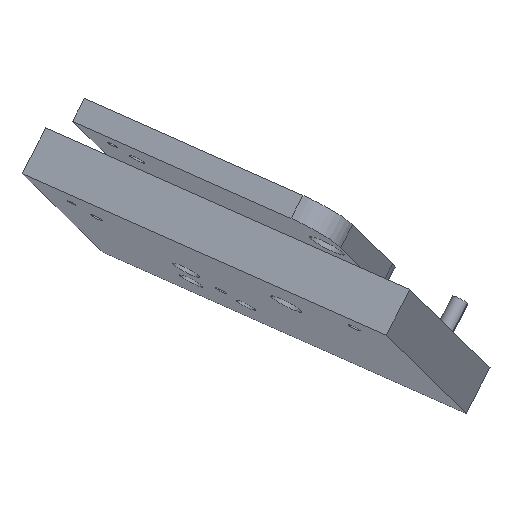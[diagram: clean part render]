
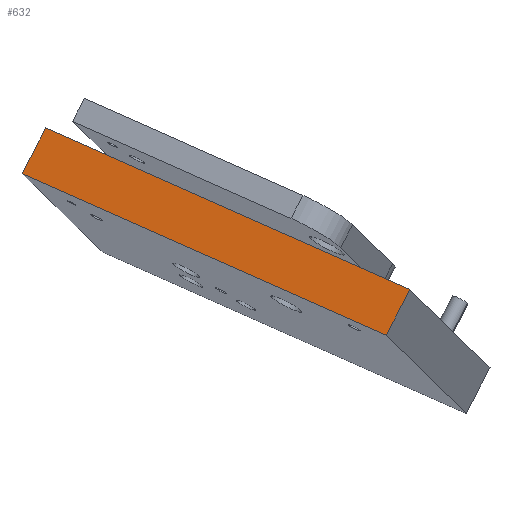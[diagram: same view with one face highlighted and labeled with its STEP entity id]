
A CAD part, top view. The second image highlights one B-rep face of the part: STEP entity #632.
In plain terms, the highlighted face is planar.
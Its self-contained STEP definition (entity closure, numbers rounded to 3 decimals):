
#36 = EDGE_CURVE('',#37,#39,#41,.T.);
#37 = VERTEX_POINT('',#38);
#38 = CARTESIAN_POINT('',(0.,0.,0.));
#39 = VERTEX_POINT('',#40);
#40 = CARTESIAN_POINT('',(100.,0.,0.));
#41 = SURFACE_CURVE('',#42,(#46,#58),.PCURVE_S1.);
#42 = LINE('',#43,#44);
#43 = CARTESIAN_POINT('',(0.,0.,0.));
#44 = VECTOR('',#45,1.);
#45 = DIRECTION('',(1.,0.,0.));
#46 = PCURVE('',#47,#52);
#47 = PLANE('',#48);
#48 = AXIS2_PLACEMENT_3D('',#49,#50,#51);
#49 = CARTESIAN_POINT('',(0.,0.,0.));
#50 = DIRECTION('',(0.,1.,0.));
#51 = DIRECTION('',(1.,0.,0.));
#52 = DEFINITIONAL_REPRESENTATION('',(#53),#57);
#53 = LINE('',#54,#55);
#54 = CARTESIAN_POINT('',(0.,0.));
#55 = VECTOR('',#56,1.);
#56 = DIRECTION('',(1.,0.));
#57 = ( GEOMETRIC_REPRESENTATION_CONTEXT(2) 
PARAMETRIC_REPRESENTATION_CONTEXT() REPRESENTATION_CONTEXT('2D SPACE',''
  ) );
#58 = PCURVE('',#59,#64);
#59 = PLANE('',#60);
#60 = AXIS2_PLACEMENT_3D('',#61,#62,#63);
#61 = CARTESIAN_POINT('',(0.,0.,0.));
#62 = DIRECTION('',(0.,0.,1.));
#63 = DIRECTION('',(1.,0.,-0.));
#64 = DEFINITIONAL_REPRESENTATION('',(#65),#69);
#65 = LINE('',#66,#67);
#66 = CARTESIAN_POINT('',(0.,0.));
#67 = VECTOR('',#68,1.);
#68 = DIRECTION('',(1.,0.));
#69 = ( GEOMETRIC_REPRESENTATION_CONTEXT(2) 
PARAMETRIC_REPRESENTATION_CONTEXT() REPRESENTATION_CONTEXT('2D SPACE',''
  ) );
#87 = PLANE('',#88);
#88 = AXIS2_PLACEMENT_3D('',#89,#90,#91);
#89 = CARTESIAN_POINT('',(100.,0.,0.));
#90 = DIRECTION('',(1.,0.,0.));
#91 = DIRECTION('',(0.,0.,-1.));
#141 = PLANE('',#142);
#142 = AXIS2_PLACEMENT_3D('',#143,#144,#145);
#143 = CARTESIAN_POINT('',(0.,0.,-60.));
#144 = DIRECTION('',(-1.,0.,0.));
#145 = DIRECTION('',(0.,0.,1.));
#632 = ADVANCED_FACE('',(#633),#59,.T.);
#633 = FACE_BOUND('',#634,.F.);
#634 = EDGE_LOOP('',(#635,#636,#659,#687));
#635 = ORIENTED_EDGE('',*,*,#36,.F.);
#636 = ORIENTED_EDGE('',*,*,#637,.T.);
#637 = EDGE_CURVE('',#37,#638,#640,.T.);
#638 = VERTEX_POINT('',#639);
#639 = CARTESIAN_POINT('',(0.,12.,0.));
#640 = SURFACE_CURVE('',#641,(#645,#652),.PCURVE_S1.);
#641 = LINE('',#642,#643);
#642 = CARTESIAN_POINT('',(0.,0.,0.));
#643 = VECTOR('',#644,1.);
#644 = DIRECTION('',(0.,1.,0.));
#645 = PCURVE('',#59,#646);
#646 = DEFINITIONAL_REPRESENTATION('',(#647),#651);
#647 = LINE('',#648,#649);
#648 = CARTESIAN_POINT('',(0.,0.));
#649 = VECTOR('',#650,1.);
#650 = DIRECTION('',(0.,1.));
#651 = ( GEOMETRIC_REPRESENTATION_CONTEXT(2) 
PARAMETRIC_REPRESENTATION_CONTEXT() REPRESENTATION_CONTEXT('2D SPACE',''
  ) );
#652 = PCURVE('',#141,#653);
#653 = DEFINITIONAL_REPRESENTATION('',(#654),#658);
#654 = LINE('',#655,#656);
#655 = CARTESIAN_POINT('',(60.,0.));
#656 = VECTOR('',#657,1.);
#657 = DIRECTION('',(0.,1.));
#658 = ( GEOMETRIC_REPRESENTATION_CONTEXT(2) 
PARAMETRIC_REPRESENTATION_CONTEXT() REPRESENTATION_CONTEXT('2D SPACE',''
  ) );
#659 = ORIENTED_EDGE('',*,*,#660,.T.);
#660 = EDGE_CURVE('',#638,#661,#663,.T.);
#661 = VERTEX_POINT('',#662);
#662 = CARTESIAN_POINT('',(100.,12.,0.));
#663 = SURFACE_CURVE('',#664,(#668,#675),.PCURVE_S1.);
#664 = LINE('',#665,#666);
#665 = CARTESIAN_POINT('',(0.,12.,0.));
#666 = VECTOR('',#667,1.);
#667 = DIRECTION('',(1.,0.,0.));
#668 = PCURVE('',#59,#669);
#669 = DEFINITIONAL_REPRESENTATION('',(#670),#674);
#670 = LINE('',#671,#672);
#671 = CARTESIAN_POINT('',(0.,12.));
#672 = VECTOR('',#673,1.);
#673 = DIRECTION('',(1.,0.));
#674 = ( GEOMETRIC_REPRESENTATION_CONTEXT(2) 
PARAMETRIC_REPRESENTATION_CONTEXT() REPRESENTATION_CONTEXT('2D SPACE',''
  ) );
#675 = PCURVE('',#676,#681);
#676 = PLANE('',#677);
#677 = AXIS2_PLACEMENT_3D('',#678,#679,#680);
#678 = CARTESIAN_POINT('',(0.,12.,0.));
#679 = DIRECTION('',(0.,1.,0.));
#680 = DIRECTION('',(1.,0.,0.));
#681 = DEFINITIONAL_REPRESENTATION('',(#682),#686);
#682 = LINE('',#683,#684);
#683 = CARTESIAN_POINT('',(0.,0.));
#684 = VECTOR('',#685,1.);
#685 = DIRECTION('',(1.,0.));
#686 = ( GEOMETRIC_REPRESENTATION_CONTEXT(2) 
PARAMETRIC_REPRESENTATION_CONTEXT() REPRESENTATION_CONTEXT('2D SPACE',''
  ) );
#687 = ORIENTED_EDGE('',*,*,#688,.F.);
#688 = EDGE_CURVE('',#39,#661,#689,.T.);
#689 = SURFACE_CURVE('',#690,(#694,#701),.PCURVE_S1.);
#690 = LINE('',#691,#692);
#691 = CARTESIAN_POINT('',(100.,0.,0.));
#692 = VECTOR('',#693,1.);
#693 = DIRECTION('',(0.,1.,0.));
#694 = PCURVE('',#59,#695);
#695 = DEFINITIONAL_REPRESENTATION('',(#696),#700);
#696 = LINE('',#697,#698);
#697 = CARTESIAN_POINT('',(100.,0.));
#698 = VECTOR('',#699,1.);
#699 = DIRECTION('',(0.,1.));
#700 = ( GEOMETRIC_REPRESENTATION_CONTEXT(2) 
PARAMETRIC_REPRESENTATION_CONTEXT() REPRESENTATION_CONTEXT('2D SPACE',''
  ) );
#701 = PCURVE('',#87,#702);
#702 = DEFINITIONAL_REPRESENTATION('',(#703),#707);
#703 = LINE('',#704,#705);
#704 = CARTESIAN_POINT('',(0.,0.));
#705 = VECTOR('',#706,1.);
#706 = DIRECTION('',(0.,1.));
#707 = ( GEOMETRIC_REPRESENTATION_CONTEXT(2) 
PARAMETRIC_REPRESENTATION_CONTEXT() REPRESENTATION_CONTEXT('2D SPACE',''
  ) );
